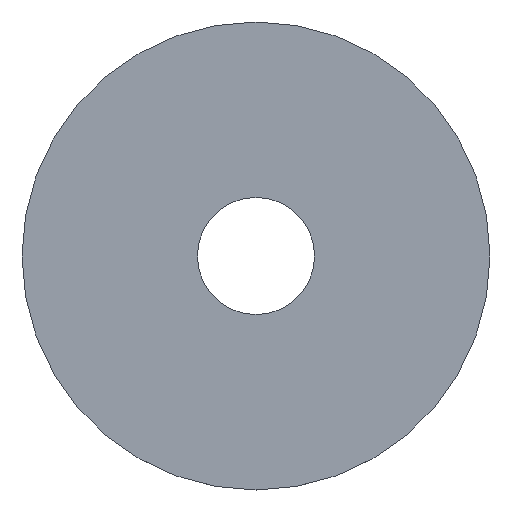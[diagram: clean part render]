
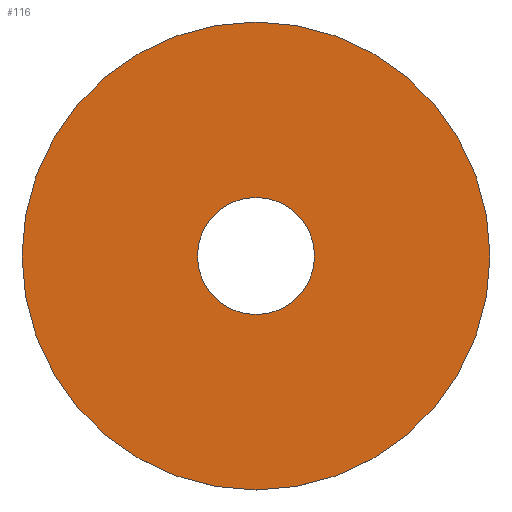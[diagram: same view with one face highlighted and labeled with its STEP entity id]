
A CAD part, top view. The second image highlights one B-rep face of the part: STEP entity #116.
In plain terms, the highlighted planar face has unit normal (0, 0, 1).
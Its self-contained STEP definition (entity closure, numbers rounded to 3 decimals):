
#6 = AXIS2_PLACEMENT_3D ( 'NONE', #108, #15, #12 ) ;
#10 = ORIENTED_EDGE ( 'NONE', *, *, #47, .F. ) ;
#12 = DIRECTION ( 'NONE',  ( 0., -1., 0. ) ) ;
#15 = DIRECTION ( 'NONE',  ( 0., 0., 1. ) ) ;
#24 = DIRECTION ( 'NONE',  ( 0., 1., 0. ) ) ;
#38 = EDGE_LOOP ( 'NONE', ( #146 ) ) ;
#41 = CARTESIAN_POINT ( 'NONE',  ( 0., 2.5, 0.25 ) ) ;
#47 = EDGE_CURVE ( 'NONE', #87, #87, #59, .T. ) ;
#52 = EDGE_LOOP ( 'NONE', ( #10 ) ) ;
#59 = CIRCLE ( 'NONE', #140, 10. ) ;
#70 = DIRECTION ( 'NONE',  ( 0., 0., -1. ) ) ;
#73 = VERTEX_POINT ( 'NONE', #41 ) ;
#80 = FACE_OUTER_BOUND ( 'NONE', #52, .T. ) ;
#85 = DIRECTION ( 'NONE',  ( 0., 0., -1. ) ) ;
#87 = VERTEX_POINT ( 'NONE', #135 ) ;
#88 = CARTESIAN_POINT ( 'NONE',  ( 0., 0., 0.25 ) ) ;
#108 = CARTESIAN_POINT ( 'NONE',  ( 0., 2.5, 0.25 ) ) ;
#116 = ADVANCED_FACE ( 'NONE', ( #149, #80 ), #167, .T. ) ;
#123 = DIRECTION ( 'NONE',  ( 0., 1., 0. ) ) ;
#135 = CARTESIAN_POINT ( 'NONE',  ( 0., 10., 0.25 ) ) ;
#140 = AXIS2_PLACEMENT_3D ( 'NONE', #169, #85, #123 ) ;
#146 = ORIENTED_EDGE ( 'NONE', *, *, #158, .T. ) ;
#149 = FACE_BOUND ( 'NONE', #38, .T. ) ;
#156 = AXIS2_PLACEMENT_3D ( 'NONE', #88, #70, #24 ) ;
#158 = EDGE_CURVE ( 'NONE', #73, #73, #168, .T. ) ;
#167 = PLANE ( 'NONE',  #6 ) ;
#168 = CIRCLE ( 'NONE', #156, 2.5 ) ;
#169 = CARTESIAN_POINT ( 'NONE',  ( 0., 0., 0.25 ) ) ;
